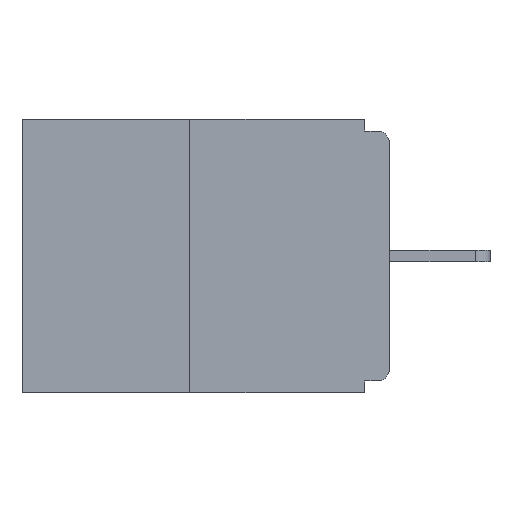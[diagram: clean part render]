
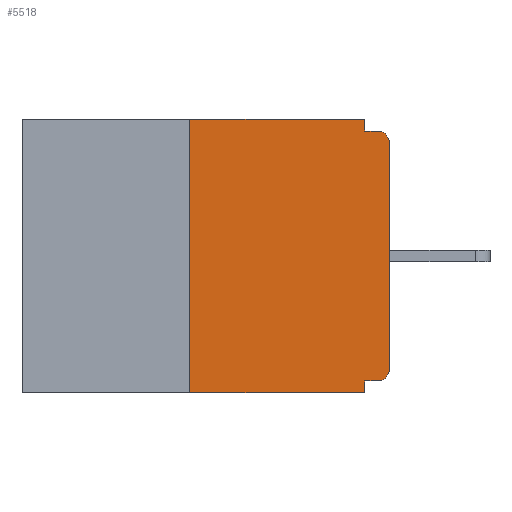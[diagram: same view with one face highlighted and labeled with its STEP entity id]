
A CAD part, left-side view. The second image highlights one B-rep face of the part: STEP entity #5518.
In plain terms, the highlighted planar face has unit normal (-1, 0, 0).
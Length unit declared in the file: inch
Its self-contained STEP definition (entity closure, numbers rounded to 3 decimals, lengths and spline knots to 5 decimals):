
#141 = CARTESIAN_POINT ( 'NONE',  ( 0., 0.015, -0.313 ) ) ;
#154 = LINE ( 'NONE', #9952, #10314 ) ;
#373 = EDGE_CURVE ( 'NONE', #4063, #6662, #9949, .T. ) ;
#591 = VERTEX_POINT ( 'NONE', #5066 ) ;
#795 = EDGE_CURVE ( 'NONE', #4079, #591, #10031, .T. ) ;
#935 = CARTESIAN_POINT ( 'NONE',  ( 0., 0.46, 0. ) ) ;
#1102 = ORIENTED_EDGE ( 'NONE', *, *, #3159, .F. ) ;
#1185 = ORIENTED_EDGE ( 'NONE', *, *, #373, .F. ) ;
#1333 = CARTESIAN_POINT ( 'NONE',  ( 0., 0.015, -0.328 ) ) ;
#1497 = VECTOR ( 'NONE', #1499, 39.37008 ) ;
#1499 = DIRECTION ( 'NONE',  ( 0., 0., -1. ) ) ;
#1771 = ORIENTED_EDGE ( 'NONE', *, *, #7797, .T. ) ;
#1803 = EDGE_LOOP ( 'NONE', ( #5795, #1102, #1771, #1185, #7356, #9789, #5715, #1838, #5787, #10558 ) ) ;
#1838 = ORIENTED_EDGE ( 'NONE', *, *, #5030, .T. ) ;
#2112 = VERTEX_POINT ( 'NONE', #1333 ) ;
#2455 = VECTOR ( 'NONE', #8098, 39.37008 ) ;
#2510 = DIRECTION ( 'NONE',  ( 1., 0., 0. ) ) ;
#2587 = CIRCLE ( 'NONE', #9258, 0.015 ) ;
#2619 = FACE_OUTER_BOUND ( 'NONE', #1803, .T. ) ;
#2654 = DIRECTION ( 'NONE',  ( 0., 0., -1. ) ) ;
#2661 = VECTOR ( 'NONE', #7608, 39.37008 ) ;
#2676 = CARTESIAN_POINT ( 'NONE',  ( 0., 0.46, 0. ) ) ;
#2733 = CARTESIAN_POINT ( 'NONE',  ( 0., 0.031, -0.015 ) ) ;
#3048 = CARTESIAN_POINT ( 'NONE',  ( 0., 0.25, -0.343 ) ) ;
#3159 = EDGE_CURVE ( 'NONE', #5367, #4079, #6829, .T. ) ;
#3275 = VERTEX_POINT ( 'NONE', #7790 ) ;
#3846 = AXIS2_PLACEMENT_3D ( 'NONE', #141, #6553, #9938 ) ;
#4033 = CARTESIAN_POINT ( 'NONE',  ( 0., 0., -0.328 ) ) ;
#4055 = CARTESIAN_POINT ( 'NONE',  ( 0., 0., 0. ) ) ;
#4063 = VERTEX_POINT ( 'NONE', #4491 ) ;
#4079 = VERTEX_POINT ( 'NONE', #5457 ) ;
#4225 = DIRECTION ( 'NONE',  ( 0., 0., -1. ) ) ;
#4453 = VECTOR ( 'NONE', #5335, 39.37008 ) ;
#4491 = CARTESIAN_POINT ( 'NONE',  ( 0., 0.031, -0.328 ) ) ;
#4662 = VERTEX_POINT ( 'NONE', #9669 ) ;
#4666 = EDGE_CURVE ( 'NONE', #2112, #4063, #4844, .T. ) ;
#4844 = LINE ( 'NONE', #4033, #6009 ) ;
#5030 = EDGE_CURVE ( 'NONE', #4662, #3275, #2587, .T. ) ;
#5049 = VECTOR ( 'NONE', #8933, 39.37008 ) ;
#5066 = CARTESIAN_POINT ( 'NONE',  ( 0., 0.031, 0. ) ) ;
#5335 = DIRECTION ( 'NONE',  ( 0., 0., 1. ) ) ;
#5367 = VERTEX_POINT ( 'NONE', #3048 ) ;
#5457 = CARTESIAN_POINT ( 'NONE',  ( 0., 0.25, 0. ) ) ;
#5515 = LINE ( 'NONE', #4055, #5049 ) ;
#5518 = ADVANCED_FACE ( 'NONE', ( #2619 ), #9050, .F. ) ;
#5715 = ORIENTED_EDGE ( 'NONE', *, *, #6859, .T. ) ;
#5787 = ORIENTED_EDGE ( 'NONE', *, *, #9624, .F. ) ;
#5795 = ORIENTED_EDGE ( 'NONE', *, *, #795, .F. ) ;
#5813 = EDGE_CURVE ( 'NONE', #591, #10181, #154, .T. ) ;
#6009 = VECTOR ( 'NONE', #7308, 39.37008 ) ;
#6011 = CARTESIAN_POINT ( 'NONE',  ( 0., 0.46, -0.343 ) ) ;
#6064 = CARTESIAN_POINT ( 'NONE',  ( 0., 0., -0.015 ) ) ;
#6553 = DIRECTION ( 'NONE',  ( -1., 0., 0. ) ) ;
#6662 = VERTEX_POINT ( 'NONE', #8513 ) ;
#6829 = LINE ( 'NONE', #7685, #4453 ) ;
#6859 = EDGE_CURVE ( 'NONE', #6876, #4662, #5515, .T. ) ;
#6870 = AXIS2_PLACEMENT_3D ( 'NONE', #935, #2510, #4225 ) ;
#6876 = VERTEX_POINT ( 'NONE', #10397 ) ;
#7183 = VECTOR ( 'NONE', #9056, 39.37008 ) ;
#7308 = DIRECTION ( 'NONE',  ( 0., 1., 0. ) ) ;
#7356 = ORIENTED_EDGE ( 'NONE', *, *, #4666, .F. ) ;
#7608 = DIRECTION ( 'NONE',  ( 0., -1., 0. ) ) ;
#7685 = CARTESIAN_POINT ( 'NONE',  ( 0., 0.25, 0. ) ) ;
#7790 = CARTESIAN_POINT ( 'NONE',  ( 0., 0.015, -0.015 ) ) ;
#7797 = EDGE_CURVE ( 'NONE', #5367, #6662, #9016, .T. ) ;
#7985 = DIRECTION ( 'NONE',  ( -1., 0., 0. ) ) ;
#8055 = CARTESIAN_POINT ( 'NONE',  ( 0., 0.031, -0.343 ) ) ;
#8098 = DIRECTION ( 'NONE',  ( 0., -1., 0. ) ) ;
#8475 = CIRCLE ( 'NONE', #3846, 0.015 ) ;
#8513 = CARTESIAN_POINT ( 'NONE',  ( 0., 0.031, -0.343 ) ) ;
#8898 = CARTESIAN_POINT ( 'NONE',  ( 0., 0.015, -0.03 ) ) ;
#8933 = DIRECTION ( 'NONE',  ( 0., 0., 1. ) ) ;
#9016 = LINE ( 'NONE', #6011, #2455 ) ;
#9050 = PLANE ( 'NONE',  #6870 ) ;
#9056 = DIRECTION ( 'NONE',  ( 0., -1., 0. ) ) ;
#9123 = EDGE_CURVE ( 'NONE', #2112, #6876, #8475, .T. ) ;
#9258 = AXIS2_PLACEMENT_3D ( 'NONE', #8898, #7985, #9602 ) ;
#9602 = DIRECTION ( 'NONE',  ( 0., 0., -1. ) ) ;
#9624 = EDGE_CURVE ( 'NONE', #10181, #3275, #10032, .T. ) ;
#9669 = CARTESIAN_POINT ( 'NONE',  ( 0., 0., -0.03 ) ) ;
#9789 = ORIENTED_EDGE ( 'NONE', *, *, #9123, .T. ) ;
#9938 = DIRECTION ( 'NONE',  ( 0., 0., -1. ) ) ;
#9949 = LINE ( 'NONE', #8055, #1497 ) ;
#9952 = CARTESIAN_POINT ( 'NONE',  ( 0., 0.031, 0. ) ) ;
#10031 = LINE ( 'NONE', #2676, #7183 ) ;
#10032 = LINE ( 'NONE', #6064, #2661 ) ;
#10181 = VERTEX_POINT ( 'NONE', #2733 ) ;
#10314 = VECTOR ( 'NONE', #2654, 39.37008 ) ;
#10397 = CARTESIAN_POINT ( 'NONE',  ( 0., 0., -0.313 ) ) ;
#10558 = ORIENTED_EDGE ( 'NONE', *, *, #5813, .F. ) ;
